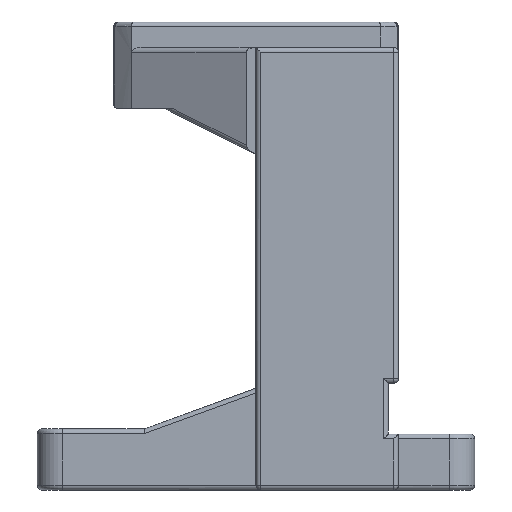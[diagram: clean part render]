
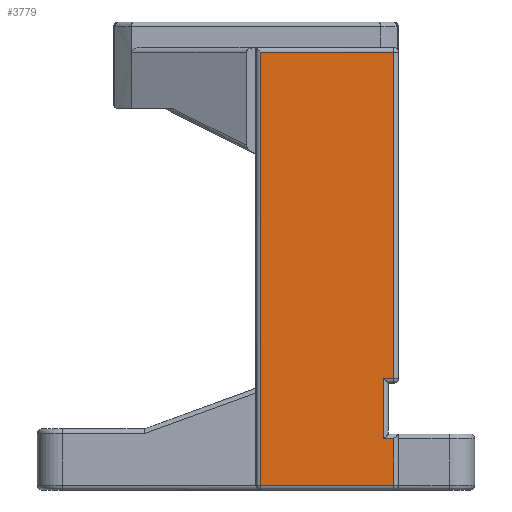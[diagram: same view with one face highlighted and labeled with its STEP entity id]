
A CAD part, left-side view. The second image highlights one B-rep face of the part: STEP entity #3779.
In plain terms, the highlighted planar face has unit normal (-1, 0, 0).
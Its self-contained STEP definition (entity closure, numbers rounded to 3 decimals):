
#642 = CARTESIAN_POINT ( 'NONE',  ( -44., -0.9, 80.1 ) ) ;
#665 = CARTESIAN_POINT ( 'NONE',  ( -44., -27.1, 80.1 ) ) ;
#674 = CARTESIAN_POINT ( 'NONE',  ( -44., -0.9, -5.1 ) ) ;
#875 = CARTESIAN_POINT ( 'NONE',  ( -44., -27.1, -5.1 ) ) ;
#934 = CARTESIAN_POINT ( 'NONE',  ( -44., -27.1, 15.9 ) ) ;
#1058 = VERTEX_POINT ( 'NONE', #5682 ) ;
#1087 = VERTEX_POINT ( 'NONE', #5394 ) ;
#1091 = VERTEX_POINT ( 'NONE', #5469 ) ;
#1097 = VERTEX_POINT ( 'NONE', #934 ) ;
#1123 = VERTEX_POINT ( 'NONE', #642 ) ;
#1148 = VERTEX_POINT ( 'NONE', #875 ) ;
#1208 = VERTEX_POINT ( 'NONE', #665 ) ;
#1217 = VERTEX_POINT ( 'NONE', #674 ) ;
#1223 = VECTOR ( 'NONE', #1897, 1000. ) ;
#1224 = VECTOR ( 'NONE', #1899, 1000. ) ;
#1225 = VECTOR ( 'NONE', #1901, 1000. ) ;
#1226 = VECTOR ( 'NONE', #1903, 1000. ) ;
#1227 = VECTOR ( 'NONE', #1905, 1000. ) ;
#1228 = VECTOR ( 'NONE', #1907, 1000. ) ;
#1229 = VECTOR ( 'NONE', #1909, 1000. ) ;
#1231 = VECTOR ( 'NONE', #1911, 1000. ) ;
#1896 = CARTESIAN_POINT ( 'NONE',  ( -44., -28., 4.1 ) ) ;
#1897 = DIRECTION ( 'NONE',  ( 0., 1., 0. ) ) ;
#1898 = CARTESIAN_POINT ( 'NONE',  ( -44., -27.1, 5. ) ) ;
#1899 = DIRECTION ( 'NONE',  ( 0., 0., 1. ) ) ;
#1900 = CARTESIAN_POINT ( 'NONE',  ( -44., -25.1, 81. ) ) ;
#1901 = DIRECTION ( 'NONE',  ( 0., 0., 1. ) ) ;
#1902 = CARTESIAN_POINT ( 'NONE',  ( -44., -28., 15.9 ) ) ;
#1903 = DIRECTION ( 'NONE',  ( 0., -1., 0. ) ) ;
#1904 = CARTESIAN_POINT ( 'NONE',  ( -44., -27.1, 81. ) ) ;
#1905 = DIRECTION ( 'NONE',  ( 0., 0., 1. ) ) ;
#1906 = CARTESIAN_POINT ( 'NONE',  ( -44., 0., 80.1 ) ) ;
#1907 = DIRECTION ( 'NONE',  ( 0., 1., 0. ) ) ;
#1908 = CARTESIAN_POINT ( 'NONE',  ( -44., -0.9, 81. ) ) ;
#1909 = DIRECTION ( 'NONE',  ( 0., 0., -1. ) ) ;
#1910 = CARTESIAN_POINT ( 'NONE',  ( -44., -28., -5.1 ) ) ;
#1911 = DIRECTION ( 'NONE',  ( 0., -1., 0. ) ) ;
#3552 = DIRECTION ( 'NONE',  ( 0., -1., 0. ) ) ;
#3561 = DIRECTION ( 'NONE',  ( 1., 0., 0. ) ) ;
#3565 = CARTESIAN_POINT ( 'NONE',  ( -44., -28., 81. ) ) ;
#3615 = EDGE_LOOP ( 'NONE', ( #7113, #7115, #7114, #7116, #7117, #7118, #7119, #7120 ) ) ;
#3651 = PLANE ( 'NONE',  #5315 ) ;
#3779 = ADVANCED_FACE ( 'NONE', ( #4389 ), #3651, .F. ) ;
#4122 = EDGE_CURVE ( 'NONE', #1091, #1087, #4597, .T. ) ;
#4123 = EDGE_CURVE ( 'NONE', #1148, #1091, #4598, .T. ) ;
#4124 = EDGE_CURVE ( 'NONE', #1087, #1058, #4599, .T. ) ;
#4125 = EDGE_CURVE ( 'NONE', #1058, #1097, #4600, .T. ) ;
#4126 = EDGE_CURVE ( 'NONE', #1097, #1208, #4601, .T. ) ;
#4127 = EDGE_CURVE ( 'NONE', #1208, #1123, #4602, .T. ) ;
#4128 = EDGE_CURVE ( 'NONE', #1123, #1217, #4603, .T. ) ;
#4129 = EDGE_CURVE ( 'NONE', #1217, #1148, #4604, .T. ) ;
#4389 = FACE_OUTER_BOUND ( 'NONE', #3615, .T. ) ;
#4597 = LINE ( 'NONE', #1896, #1223 ) ;
#4598 = LINE ( 'NONE', #1898, #1224 ) ;
#4599 = LINE ( 'NONE', #1900, #1225 ) ;
#4600 = LINE ( 'NONE', #1902, #1226 ) ;
#4601 = LINE ( 'NONE', #1904, #1227 ) ;
#4602 = LINE ( 'NONE', #1906, #1228 ) ;
#4603 = LINE ( 'NONE', #1908, #1229 ) ;
#4604 = LINE ( 'NONE', #1910, #1231 ) ;
#5315 = AXIS2_PLACEMENT_3D ( 'NONE', #3565, #3561, #3552 ) ;
#5394 = CARTESIAN_POINT ( 'NONE',  ( -44., -25.1, 4.1 ) ) ;
#5469 = CARTESIAN_POINT ( 'NONE',  ( -44., -27.1, 4.1 ) ) ;
#5682 = CARTESIAN_POINT ( 'NONE',  ( -44., -25.1, 15.9 ) ) ;
#7113 = ORIENTED_EDGE ( 'NONE', *, *, #4123, .T. ) ;
#7114 = ORIENTED_EDGE ( 'NONE', *, *, #4124, .T. ) ;
#7115 = ORIENTED_EDGE ( 'NONE', *, *, #4122, .T. ) ;
#7116 = ORIENTED_EDGE ( 'NONE', *, *, #4125, .T. ) ;
#7117 = ORIENTED_EDGE ( 'NONE', *, *, #4126, .T. ) ;
#7118 = ORIENTED_EDGE ( 'NONE', *, *, #4127, .T. ) ;
#7119 = ORIENTED_EDGE ( 'NONE', *, *, #4128, .T. ) ;
#7120 = ORIENTED_EDGE ( 'NONE', *, *, #4129, .T. ) ;
